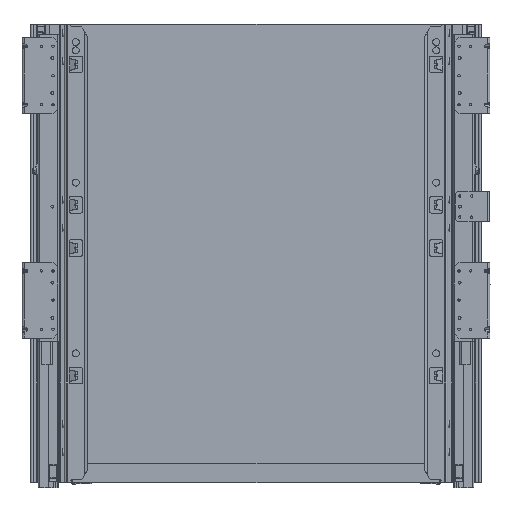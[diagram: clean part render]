
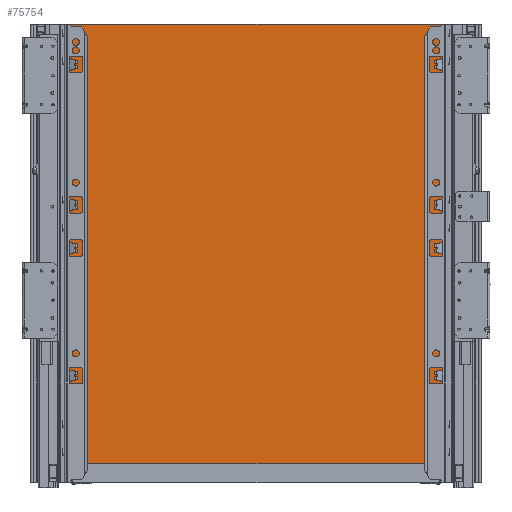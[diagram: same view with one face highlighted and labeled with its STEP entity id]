
A CAD part, front view. The second image highlights one B-rep face of the part: STEP entity #75754.
In plain terms, the highlighted face is planar.
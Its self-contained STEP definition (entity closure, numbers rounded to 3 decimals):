
#4313=PLANE('',#83497);
#8331=FACE_OUTER_BOUND('',#12830,.T.);
#12830=EDGE_LOOP('',(#68998,#68999,#69000,#69001));
#20110=LINE('',#151448,#27407);
#20114=LINE('',#151456,#27411);
#20117=LINE('',#151462,#27414);
#20120=LINE('',#151467,#27417);
#27407=VECTOR('',#104508,10.);
#27411=VECTOR('',#104514,10.);
#27414=VECTOR('',#104519,10.);
#27417=VECTOR('',#104524,10.);
#36919=VERTEX_POINT('',#151446);
#36920=VERTEX_POINT('',#151447);
#36923=VERTEX_POINT('',#151455);
#36925=VERTEX_POINT('',#151461);
#47608=EDGE_CURVE('',#36919,#36920,#20110,.T.);
#47612=EDGE_CURVE('',#36923,#36919,#20114,.T.);
#47615=EDGE_CURVE('',#36925,#36923,#20117,.T.);
#47618=EDGE_CURVE('',#36920,#36925,#20120,.T.);
#68998=ORIENTED_EDGE('',*,*,#47618,.F.);
#68999=ORIENTED_EDGE('',*,*,#47608,.F.);
#69000=ORIENTED_EDGE('',*,*,#47612,.F.);
#69001=ORIENTED_EDGE('',*,*,#47615,.F.);
#75754=ADVANCED_FACE('',(#8331),#4313,.F.);
#83497=AXIS2_PLACEMENT_3D('',#151470,#104528,#104529);
#104508=DIRECTION('',(-1.,0.,0.));
#104514=DIRECTION('',(0.,1.,0.));
#104519=DIRECTION('',(1.,0.,0.));
#104524=DIRECTION('',(0.,-1.,0.));
#104528=DIRECTION('center_axis',(0.,0.,1.));
#104529=DIRECTION('ref_axis',(1.,0.,0.));
#151446=CARTESIAN_POINT('',(162.5,0.,0.));
#151447=CARTESIAN_POINT('',(-162.5,0.,0.));
#151448=CARTESIAN_POINT('',(162.5,0.,0.));
#151455=CARTESIAN_POINT('',(162.5,-376.,0.));
#151456=CARTESIAN_POINT('',(162.5,-376.,0.));
#151461=CARTESIAN_POINT('',(-162.5,-376.,0.));
#151462=CARTESIAN_POINT('',(-162.5,-376.,0.));
#151467=CARTESIAN_POINT('',(-162.5,0.,0.));
#151470=CARTESIAN_POINT('Origin',(0.,-188.,0.));
